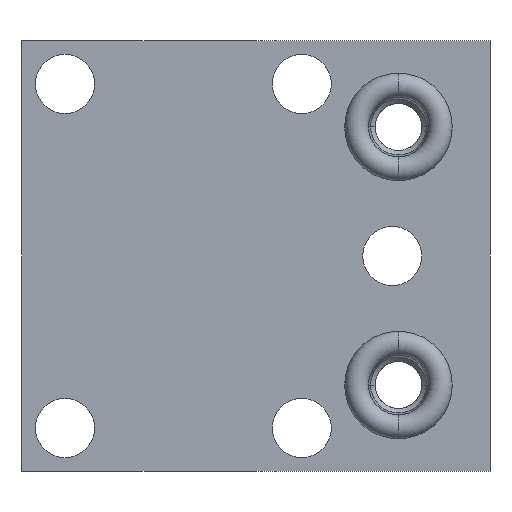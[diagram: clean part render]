
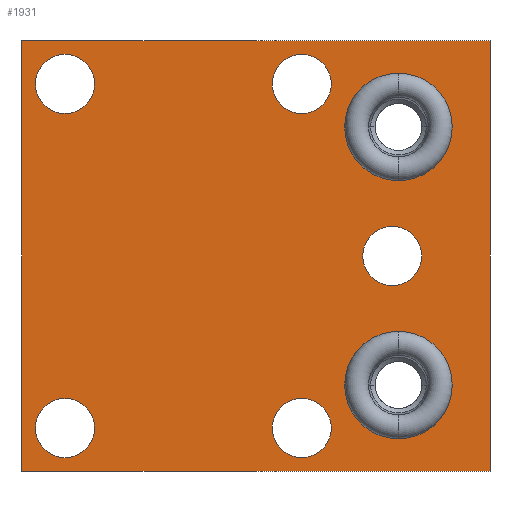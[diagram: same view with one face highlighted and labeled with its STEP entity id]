
A CAD part, left-side view. The second image highlights one B-rep face of the part: STEP entity #1931.
In plain terms, the highlighted planar face has unit normal (-1, 0, 0).
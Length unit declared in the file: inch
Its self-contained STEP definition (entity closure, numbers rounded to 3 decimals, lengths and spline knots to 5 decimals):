
#416=DIRECTION('',(0.,-1.,0.));
#417=VECTOR('',#416,2.72);
#418=CARTESIAN_POINT('',(-1.25,0.938,1.25));
#419=LINE('',#418,#417);
#420=DIRECTION('',(0.,0.,-1.));
#421=VECTOR('',#420,2.5);
#422=CARTESIAN_POINT('',(-1.25,-1.782,1.25));
#423=LINE('',#422,#421);
#424=DIRECTION('',(0.,1.,0.));
#425=VECTOR('',#424,2.72);
#426=CARTESIAN_POINT('',(-1.25,-1.782,-1.25));
#427=LINE('',#426,#425);
#428=DIRECTION('',(0.,0.,1.));
#429=VECTOR('',#428,2.5);
#430=CARTESIAN_POINT('',(-1.25,0.938,-1.25));
#431=LINE('',#430,#429);
#432=CARTESIAN_POINT('',(-1.25,0.688,1.));
#433=DIRECTION('',(-1.,0.,0.));
#434=DIRECTION('',(0.,-1.,0.));
#435=AXIS2_PLACEMENT_3D('',#432,#433,#434);
#437=CARTESIAN_POINT('',(-1.25,0.688,1.));
#438=DIRECTION('',(-1.,0.,0.));
#439=DIRECTION('',(0.,1.,0.));
#440=AXIS2_PLACEMENT_3D('',#437,#438,#439);
#442=CARTESIAN_POINT('',(-1.25,0.688,-1.));
#443=DIRECTION('',(-1.,0.,0.));
#444=DIRECTION('',(0.,-1.,0.));
#445=AXIS2_PLACEMENT_3D('',#442,#443,#444);
#447=CARTESIAN_POINT('',(-1.25,0.688,-1.));
#448=DIRECTION('',(-1.,0.,0.));
#449=DIRECTION('',(0.,1.,0.));
#450=AXIS2_PLACEMENT_3D('',#447,#448,#449);
#452=CARTESIAN_POINT('',(-1.25,-0.688,1.));
#453=DIRECTION('',(-1.,0.,0.));
#454=DIRECTION('',(0.,-1.,0.));
#455=AXIS2_PLACEMENT_3D('',#452,#453,#454);
#457=CARTESIAN_POINT('',(-1.25,-0.688,1.));
#458=DIRECTION('',(-1.,0.,0.));
#459=DIRECTION('',(0.,1.,0.));
#460=AXIS2_PLACEMENT_3D('',#457,#458,#459);
#462=CARTESIAN_POINT('',(-1.25,-0.688,-1.));
#463=DIRECTION('',(-1.,0.,0.));
#464=DIRECTION('',(0.,-1.,0.));
#465=AXIS2_PLACEMENT_3D('',#462,#463,#464);
#467=CARTESIAN_POINT('',(-1.25,-0.688,-1.));
#468=DIRECTION('',(-1.,0.,0.));
#469=DIRECTION('',(0.,1.,0.));
#470=AXIS2_PLACEMENT_3D('',#467,#468,#469);
#472=CARTESIAN_POINT('',(-1.25,-1.214,0.));
#473=DIRECTION('',(-1.,0.,0.));
#474=DIRECTION('',(0.,-1.,0.));
#475=AXIS2_PLACEMENT_3D('',#472,#473,#474);
#477=CARTESIAN_POINT('',(-1.25,-1.214,0.));
#478=DIRECTION('',(-1.,0.,0.));
#479=DIRECTION('',(0.,1.,0.));
#480=AXIS2_PLACEMENT_3D('',#477,#478,#479);
#482=CARTESIAN_POINT('',(-1.25,-1.25,0.75));
#483=DIRECTION('',(1.,0.,0.));
#484=DIRECTION('',(0.,1.,0.));
#485=AXIS2_PLACEMENT_3D('',#482,#483,#484);
#487=CARTESIAN_POINT('',(-1.25,-1.25,0.75));
#488=DIRECTION('',(1.,0.,0.));
#489=DIRECTION('',(0.,-1.,0.));
#490=AXIS2_PLACEMENT_3D('',#487,#488,#489);
#492=CARTESIAN_POINT('',(-1.25,-1.25,-0.75));
#493=DIRECTION('',(1.,0.,0.));
#494=DIRECTION('',(0.,1.,0.));
#495=AXIS2_PLACEMENT_3D('',#492,#493,#494);
#497=CARTESIAN_POINT('',(-1.25,-1.25,-0.75));
#498=DIRECTION('',(1.,0.,0.));
#499=DIRECTION('',(0.,-1.,0.));
#500=AXIS2_PLACEMENT_3D('',#497,#498,#499);
#1190=CARTESIAN_POINT('',(-1.25,0.938,1.25));
#1191=CARTESIAN_POINT('',(-1.25,-1.782,1.25));
#1192=VERTEX_POINT('',#1190);
#1193=VERTEX_POINT('',#1191);
#1194=CARTESIAN_POINT('',(-1.25,-1.782,-1.25));
#1195=VERTEX_POINT('',#1194);
#1196=CARTESIAN_POINT('',(-1.25,0.938,-1.25));
#1197=VERTEX_POINT('',#1196);
#1218=CARTESIAN_POINT('',(-1.25,0.5165,1.));
#1219=CARTESIAN_POINT('',(-1.25,0.8595,1.));
#1220=VERTEX_POINT('',#1218);
#1221=VERTEX_POINT('',#1219);
#1230=CARTESIAN_POINT('',(-1.25,-0.9375,0.75));
#1231=CARTESIAN_POINT('',(-1.25,-1.5625,0.75));
#1232=VERTEX_POINT('',#1230);
#1233=VERTEX_POINT('',#1231);
#1250=CARTESIAN_POINT('',(-1.25,-0.9375,-0.75));
#1251=CARTESIAN_POINT('',(-1.25,-1.5625,-0.75));
#1252=VERTEX_POINT('',#1250);
#1253=VERTEX_POINT('',#1251);
#1376=CARTESIAN_POINT('',(-1.25,0.5165,-1.));
#1377=CARTESIAN_POINT('',(-1.25,0.8595,-1.));
#1378=VERTEX_POINT('',#1376);
#1379=VERTEX_POINT('',#1377);
#1384=CARTESIAN_POINT('',(-1.25,-0.8595,1.));
#1385=CARTESIAN_POINT('',(-1.25,-0.5165,1.));
#1386=VERTEX_POINT('',#1384);
#1387=VERTEX_POINT('',#1385);
#1392=CARTESIAN_POINT('',(-1.25,-0.8595,-1.));
#1393=CARTESIAN_POINT('',(-1.25,-0.5165,-1.));
#1394=VERTEX_POINT('',#1392);
#1395=VERTEX_POINT('',#1393);
#1400=CARTESIAN_POINT('',(-1.25,-1.3855,0.));
#1401=CARTESIAN_POINT('',(-1.25,-1.0425,0.));
#1402=VERTEX_POINT('',#1400);
#1403=VERTEX_POINT('',#1401);
#1876=CARTESIAN_POINT('',(-1.25,0.,0.));
#1877=DIRECTION('',(1.,0.,0.));
#1878=DIRECTION('',(0.,0.,-1.));
#1879=AXIS2_PLACEMENT_3D('',#1876,#1877,#1878);
#1880=PLANE('',#1879);
#1881=ORIENTED_EDGE('',*,*,#1869,.T.);
#1882=ORIENTED_EDGE('',*,*,#1457,.T.);
#1884=ORIENTED_EDGE('',*,*,#1883,.T.);
#1886=ORIENTED_EDGE('',*,*,#1885,.T.);
#1887=EDGE_LOOP('',(#1881,#1882,#1884,#1886));
#1888=FACE_OUTER_BOUND('',#1887,.F.);
#1890=ORIENTED_EDGE('',*,*,#1889,.T.);
#1892=ORIENTED_EDGE('',*,*,#1891,.T.);
#1893=EDGE_LOOP('',(#1890,#1892));
#1894=FACE_BOUND('',#1893,.F.);
#1896=ORIENTED_EDGE('',*,*,#1895,.T.);
#1898=ORIENTED_EDGE('',*,*,#1897,.T.);
#1899=EDGE_LOOP('',(#1896,#1898));
#1900=FACE_BOUND('',#1899,.F.);
#1902=ORIENTED_EDGE('',*,*,#1901,.T.);
#1904=ORIENTED_EDGE('',*,*,#1903,.T.);
#1905=EDGE_LOOP('',(#1902,#1904));
#1906=FACE_BOUND('',#1905,.F.);
#1908=ORIENTED_EDGE('',*,*,#1907,.T.);
#1910=ORIENTED_EDGE('',*,*,#1909,.T.);
#1911=EDGE_LOOP('',(#1908,#1910));
#1912=FACE_BOUND('',#1911,.F.);
#1914=ORIENTED_EDGE('',*,*,#1913,.T.);
#1916=ORIENTED_EDGE('',*,*,#1915,.T.);
#1917=EDGE_LOOP('',(#1914,#1916));
#1918=FACE_BOUND('',#1917,.F.);
#1920=ORIENTED_EDGE('',*,*,#1919,.F.);
#1922=ORIENTED_EDGE('',*,*,#1921,.F.);
#1923=EDGE_LOOP('',(#1920,#1922));
#1924=FACE_BOUND('',#1923,.F.);
#1926=ORIENTED_EDGE('',*,*,#1925,.F.);
#1928=ORIENTED_EDGE('',*,*,#1927,.F.);
#1929=EDGE_LOOP('',(#1926,#1928));
#1930=FACE_BOUND('',#1929,.F.);
#1931=ADVANCED_FACE('',(#1888,#1894,#1900,#1906,#1912,#1918,#1924,#1930),#1880,
.F.);
#436=CIRCLE('',#435,0.1715);
#441=CIRCLE('',#440,0.1715);
#446=CIRCLE('',#445,0.1715);
#451=CIRCLE('',#450,0.1715);
#456=CIRCLE('',#455,0.1715);
#461=CIRCLE('',#460,0.1715);
#466=CIRCLE('',#465,0.1715);
#471=CIRCLE('',#470,0.1715);
#476=CIRCLE('',#475,0.1715);
#481=CIRCLE('',#480,0.1715);
#486=CIRCLE('',#485,0.3125);
#491=CIRCLE('',#490,0.3125);
#496=CIRCLE('',#495,0.3125);
#501=CIRCLE('',#500,0.3125);
#1457=EDGE_CURVE('',#1193,#1195,#423,.T.);
#1869=EDGE_CURVE('',#1192,#1193,#419,.T.);
#1883=EDGE_CURVE('',#1195,#1197,#427,.T.);
#1885=EDGE_CURVE('',#1197,#1192,#431,.T.);
#1889=EDGE_CURVE('',#1220,#1221,#436,.T.);
#1891=EDGE_CURVE('',#1221,#1220,#441,.T.);
#1895=EDGE_CURVE('',#1378,#1379,#446,.T.);
#1897=EDGE_CURVE('',#1379,#1378,#451,.T.);
#1901=EDGE_CURVE('',#1386,#1387,#456,.T.);
#1903=EDGE_CURVE('',#1387,#1386,#461,.T.);
#1907=EDGE_CURVE('',#1394,#1395,#466,.T.);
#1909=EDGE_CURVE('',#1395,#1394,#471,.T.);
#1913=EDGE_CURVE('',#1402,#1403,#476,.T.);
#1915=EDGE_CURVE('',#1403,#1402,#481,.T.);
#1919=EDGE_CURVE('',#1232,#1233,#486,.T.);
#1921=EDGE_CURVE('',#1233,#1232,#491,.T.);
#1925=EDGE_CURVE('',#1252,#1253,#496,.T.);
#1927=EDGE_CURVE('',#1253,#1252,#501,.T.);
